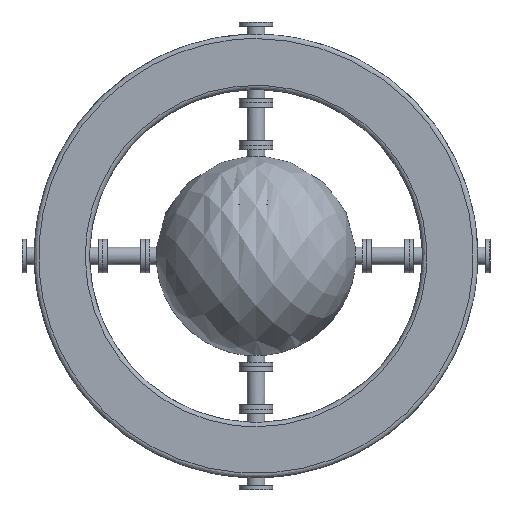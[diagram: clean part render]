
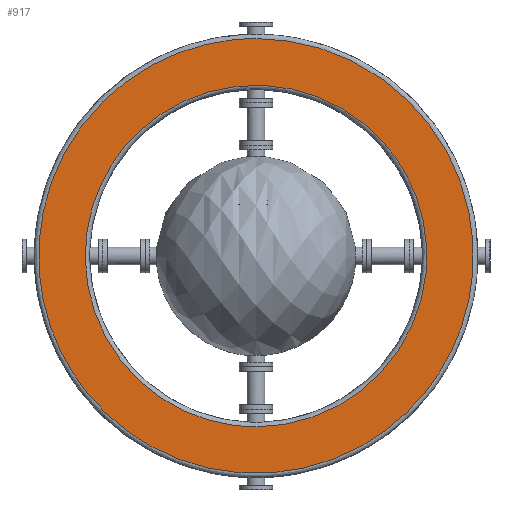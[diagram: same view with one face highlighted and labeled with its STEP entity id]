
A CAD part, front view. The second image highlights one B-rep face of the part: STEP entity #917.
In plain terms, the highlighted free-form (B-spline) face has degree [1, 1] with [2, 2] control points.
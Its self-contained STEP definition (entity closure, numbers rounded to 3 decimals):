
#773 = EDGE_CURVE('',#774,#774,#776,.T.);
#774 = VERTEX_POINT('',#775);
#775 = CARTESIAN_POINT('',(-11.359,-7.534,
    -74.399));
#776 = ( BOUNDED_CURVE() B_SPLINE_CURVE(2,(#777,#778,#779,#780,#781,#782
,#783),.UNSPECIFIED.,.T.,.F.) B_SPLINE_CURVE_WITH_KNOTS((3,2,2,3),(
    4.712,6.807,8.901,10.996),
.PIECEWISE_BEZIER_KNOTS.) CURVE() GEOMETRIC_REPRESENTATION_ITEM() 
RATIONAL_B_SPLINE_CURVE((1.,0.5,1.,0.5,1.,0.5,1.)) REPRESENTATION_ITEM(
  '') );
#777 = CARTESIAN_POINT('',(-11.359,-7.534,
    -74.399));
#778 = CARTESIAN_POINT('',(117.504,-7.534,
    -74.399));
#779 = CARTESIAN_POINT('',(53.073,-7.534,
    37.2));
#780 = CARTESIAN_POINT('',(-11.359,-7.534,
    148.798));
#781 = CARTESIAN_POINT('',(-75.79,-7.534,
    37.2));
#782 = CARTESIAN_POINT('',(-140.222,-7.534,
    -74.399));
#783 = CARTESIAN_POINT('',(-11.359,-7.534,
    -74.399));
#917 = ADVANCED_FACE('',(#918,#932),#935,.F.);
#918 = FACE_BOUND('',#919,.T.);
#919 = EDGE_LOOP('',(#920));
#920 = ORIENTED_EDGE('',*,*,#921,.F.);
#921 = EDGE_CURVE('',#922,#922,#924,.T.);
#922 = VERTEX_POINT('',#923);
#923 = CARTESIAN_POINT('',(-11.359,-7.534,
    94.69));
#924 = ( BOUNDED_CURVE() B_SPLINE_CURVE(2,(#925,#926,#927,#928,#929,#930
,#931),.UNSPECIFIED.,.T.,.F.) B_SPLINE_CURVE_WITH_KNOTS((3,2,2,3),(
    4.712,6.807,8.901,10.996),
.PIECEWISE_BEZIER_KNOTS.) CURVE() GEOMETRIC_REPRESENTATION_ITEM() 
RATIONAL_B_SPLINE_CURVE((1.,0.5,1.,0.5,1.,0.5,1.)) REPRESENTATION_ITEM(
  '') );
#925 = CARTESIAN_POINT('',(-11.359,-7.534,
    94.69));
#926 = CARTESIAN_POINT('',(152.648,-7.534,
    94.69));
#927 = CARTESIAN_POINT('',(70.645,-7.534,
    -47.345));
#928 = CARTESIAN_POINT('',(-11.359,-7.534,
    -189.379));
#929 = CARTESIAN_POINT('',(-93.362,-7.534,
    -47.345));
#930 = CARTESIAN_POINT('',(-175.366,-7.534,94.69
    ));
#931 = CARTESIAN_POINT('',(-11.359,-7.534,
    94.69));
#932 = FACE_BOUND('',#933,.T.);
#933 = EDGE_LOOP('',(#934));
#934 = ORIENTED_EDGE('',*,*,#773,.F.);
#935 = B_SPLINE_SURFACE_WITH_KNOTS('',1,1,(
    (#936,#937)
    ,(#938,#939
    )),.UNSPECIFIED.,.F.,.F.,.F.,(2,2),(2,2),(-98.,98.),(-98.,98.),
  .PIECEWISE_BEZIER_KNOTS.);
#936 = CARTESIAN_POINT('',(-106.049,-7.534,
    -94.69));
#937 = CARTESIAN_POINT('',(83.331,-7.534,
    -94.69));
#938 = CARTESIAN_POINT('',(-106.049,-7.534,
    94.69));
#939 = CARTESIAN_POINT('',(83.331,-7.534,
    94.69));
